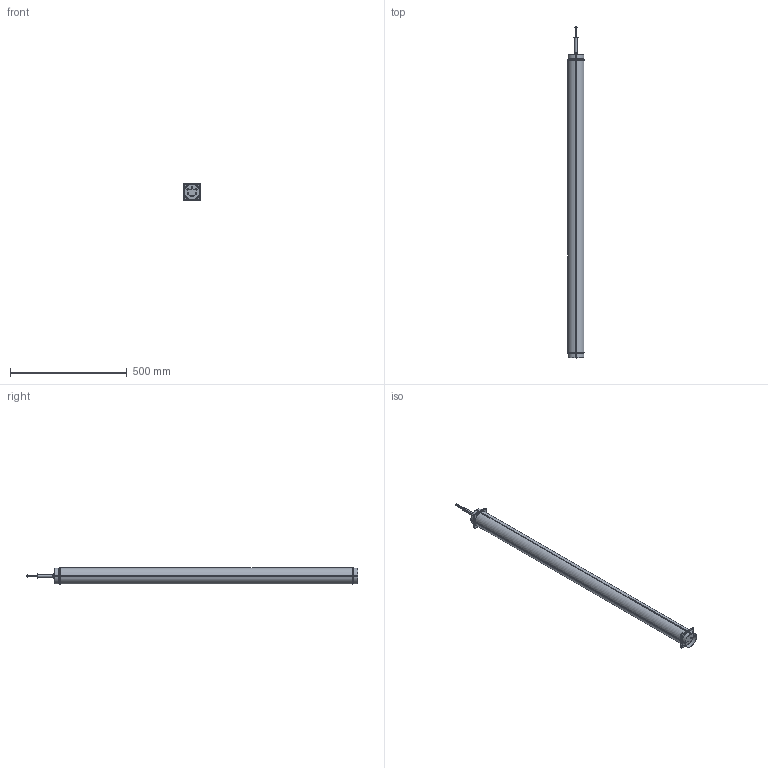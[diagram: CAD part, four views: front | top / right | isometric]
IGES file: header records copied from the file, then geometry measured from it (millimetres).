
Start section:  PTC IGES file: 216275.igs
Global section: file name: 216275.igs; native system: Creo Parametric by PTC Inc.; preprocessor: 2019292; author: PDMAdmin; organization: Unknown; date: 20211028.105038; units: millimetre
Bounding box: 71.51 x 1421.47 x 71.51 mm (x, y, z)
Volume: 311849.3 mm3; surface area: 2779029.9 mm2
Topology: 19 solids, 19 shells, 818 faces, 4514 edges, 6102 vertices
Faces by surface type: revolution 486, bspline 332
